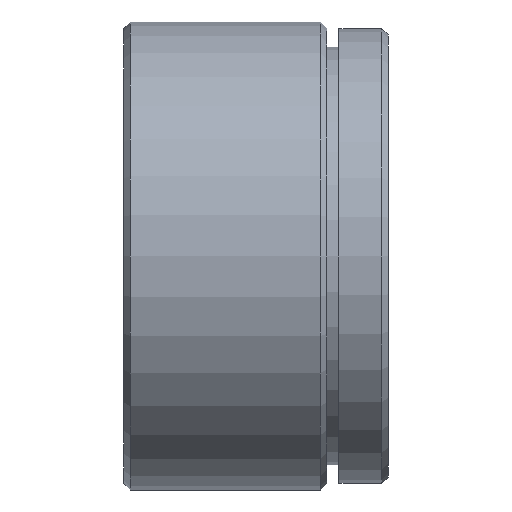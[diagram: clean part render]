
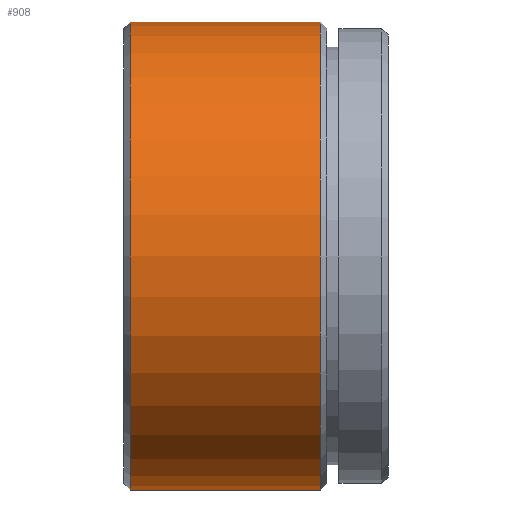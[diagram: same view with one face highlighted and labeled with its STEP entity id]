
A CAD part, left-side view. The second image highlights one B-rep face of the part: STEP entity #908.
In plain terms, the highlighted cylindrical face has radius 19.05 mm (diameter 38.1 mm), a partial arc.
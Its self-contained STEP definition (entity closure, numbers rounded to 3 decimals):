
#47 = VECTOR ( 'NONE', #487, 1000. ) ;
#49 = EDGE_CURVE ( 'NONE', #81, #526, #597, .T. ) ;
#61 = EDGE_CURVE ( 'NONE', #526, #136, #1003, .T. ) ;
#67 = CARTESIAN_POINT ( 'NONE',  ( 0., 5.5, 19.05 ) ) ;
#76 = EDGE_CURVE ( 'NONE', #81, #807, #945, .T. ) ;
#81 = VERTEX_POINT ( 'NONE', #523 ) ;
#136 = VERTEX_POINT ( 'NONE', #327 ) ;
#169 = EDGE_CURVE ( 'NONE', #807, #136, #994, .T. ) ;
#327 = CARTESIAN_POINT ( 'NONE',  ( 0., 5.5, -19.05 ) ) ;
#342 = DIRECTION ( 'NONE',  ( 0., -1., 0. ) ) ;
#393 = DIRECTION ( 'NONE',  ( 0., 0., -1. ) ) ;
#400 = DIRECTION ( 'NONE',  ( 0., -1., 0. ) ) ;
#412 = AXIS2_PLACEMENT_3D ( 'NONE', #856, #505, #577 ) ;
#475 = FACE_OUTER_BOUND ( 'NONE', #900, .T. ) ;
#487 = DIRECTION ( 'NONE',  ( 0., -1., 0. ) ) ;
#505 = DIRECTION ( 'NONE',  ( 0., -1., 0. ) ) ;
#510 = CARTESIAN_POINT ( 'NONE',  ( 0., 0., 19.05 ) ) ;
#523 = CARTESIAN_POINT ( 'NONE',  ( 0., 21., 19.05 ) ) ;
#526 = VERTEX_POINT ( 'NONE', #648 ) ;
#541 = ORIENTED_EDGE ( 'NONE', *, *, #76, .F. ) ;
#544 = AXIS2_PLACEMENT_3D ( 'NONE', #944, #342, #932 ) ;
#577 = DIRECTION ( 'NONE',  ( 0., 0., -1. ) ) ;
#597 = CIRCLE ( 'NONE', #412, 19.05 ) ;
#648 = CARTESIAN_POINT ( 'NONE',  ( 0., 21., -19.05 ) ) ;
#707 = CARTESIAN_POINT ( 'NONE',  ( 0., 5.5, 0. ) ) ;
#755 = DIRECTION ( 'NONE',  ( 0., -1., 0. ) ) ;
#789 = AXIS2_PLACEMENT_3D ( 'NONE', #707, #400, #393 ) ;
#806 = ORIENTED_EDGE ( 'NONE', *, *, #169, .F. ) ;
#807 = VERTEX_POINT ( 'NONE', #67 ) ;
#814 = CARTESIAN_POINT ( 'NONE',  ( 0., 0., -19.05 ) ) ;
#826 = VECTOR ( 'NONE', #755, 1000. ) ;
#856 = CARTESIAN_POINT ( 'NONE',  ( 0., 21., 0. ) ) ;
#900 = EDGE_LOOP ( 'NONE', ( #541, #904, #956, #806 ) ) ;
#904 = ORIENTED_EDGE ( 'NONE', *, *, #49, .T. ) ;
#908 = ADVANCED_FACE ( 'NONE', ( #475 ), #922, .T. ) ;
#922 = CYLINDRICAL_SURFACE ( 'NONE', #544, 19.05 ) ;
#932 = DIRECTION ( 'NONE',  ( 0., 0., -1. ) ) ;
#944 = CARTESIAN_POINT ( 'NONE',  ( 0., 0., 0. ) ) ;
#945 = LINE ( 'NONE', #510, #47 ) ;
#956 = ORIENTED_EDGE ( 'NONE', *, *, #61, .T. ) ;
#994 = CIRCLE ( 'NONE', #789, 19.05 ) ;
#1003 = LINE ( 'NONE', #814, #826 ) ;
